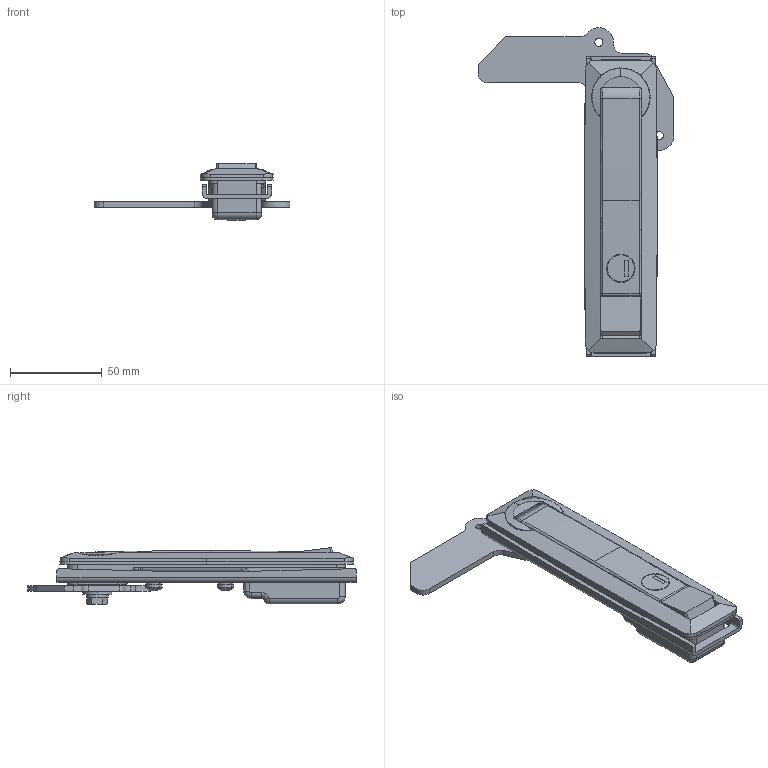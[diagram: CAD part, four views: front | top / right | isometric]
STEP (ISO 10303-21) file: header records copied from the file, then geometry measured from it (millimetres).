
FILE_DESCRIPTION (( 'STEP AP203' ), '1' );
FILE_NAME ('A-960-2-TAK60.STEP', '2021-05-13T01:16:39', ( '' ), ( '' ), 'SwSTEP 2.0', 'SolidWorks 2018', '' );
FILE_SCHEMA (( 'CONFIG_CONTROL_DESIGN' ));
Length unit declared in the file: millimetre
Products named in the file (14): A-960-2_mounting plate_; A-960-2_case_; A-960-2_packing_; A-960-2_TAK60-2__TAK60-2-4; A-960-2_axis__handle; A-960-2_small screw with a cross hole__M5x10十字穴付なべ小ねじ(鉄)SWシングルセムス(P2); A-960-2_button_; A-960-2_washer_; A-960-2_rotating shaft_; A-960-2_Hex bolt with cross hole__M6x10十字穴付六角ボルト(鉄)SWシングルセムス(P2); A-960-2-TAK60; A-960-2_handle_; A-960-2_clasp_; A-960-2_axis__button
Assembly tree (14 placements, depth 2):
  A-960-2-TAK60
    A-960-2_case_
    A-960-2_handle_
    A-960-2_rotating shaft_
    A-960-2_button_
    A-960-2_packing_
    A-960-2_mounting plate_
    A-960-2_clasp_
    A-960-2_TAK60-2__TAK60-2-4
    A-960-2_washer_
    A-960-2_Hex bolt with cross hole__M6x10十字穴付六角ボルト(鉄)SWシングルセムス(P2)
    A-960-2_small screw with a cross hole__M5x10十字穴付なべ小ねじ(鉄)SWシングルセムス(P2)  x2
    A-960-2_axis__handle
    A-960-2_axis__button
Bounding box: 107 x 179.47 x 31.02 mm (x, y, z)
Volume: 84291 mm3; surface area: 67101.4 mm2
Topology: 14 solids, 14 shells, 608 faces, 1551 edges, 977 vertices
Faces by surface type: cylinder 268, plane 243, torus 47, cone 26, sphere 18, bspline 6
Entity records: 19342 total; most frequent: CARTESIAN_POINT 3987, DIRECTION 3010, ORIENTED_EDGE 2858, EDGE_CURVE 1429, AXIS2_PLACEMENT_3D 1134, VERTEX_POINT 903, VECTOR 742, LINE 742
